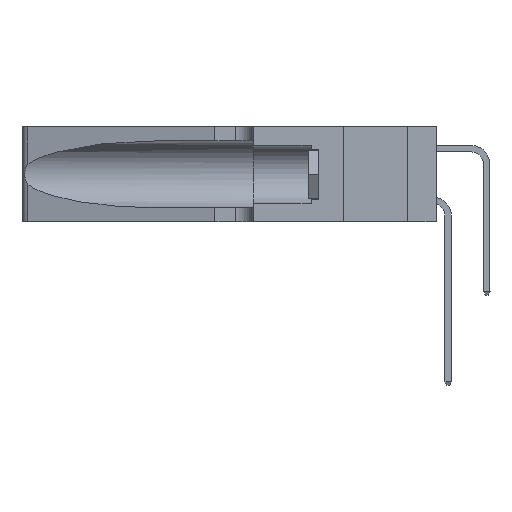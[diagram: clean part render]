
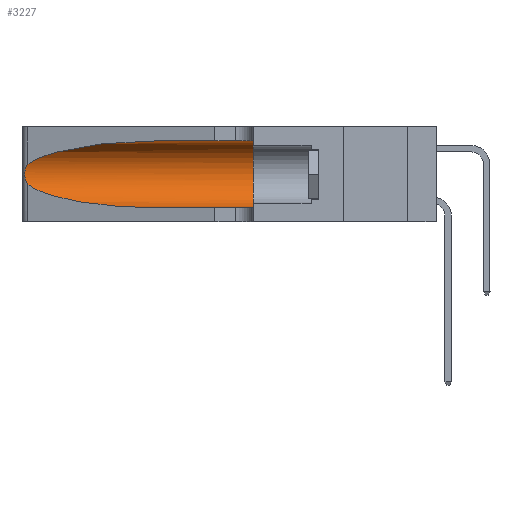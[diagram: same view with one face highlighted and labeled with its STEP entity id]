
A CAD part, left-side view. The second image highlights one B-rep face of the part: STEP entity #3227.
In plain terms, the highlighted cylindrical face has radius 3.308 mm (diameter 6.617 mm), a partial arc.
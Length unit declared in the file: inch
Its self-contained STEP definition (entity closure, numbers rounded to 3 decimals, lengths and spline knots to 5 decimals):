
#320 = CARTESIAN_POINT ( 'NONE',  ( 0.1305, 1.61858, 0.185 ) ) ;
#882 = DIRECTION ( 'NONE',  ( 0., 0., 1. ) ) ;
#1825 = CARTESIAN_POINT ( 'NONE',  ( 0.25639, 1.23186, 0.15144 ) ) ;
#1993 = CARTESIAN_POINT ( 'NONE',  ( 0.2373, 1.15595, 0.28018 ) ) ;
#2786 = DIRECTION ( 'NONE',  ( 0., 1., 0. ) ) ;
#2842 = CYLINDRICAL_SURFACE ( 'NONE', #25828, 0.13025 ) ;
#3227 = ADVANCED_FACE ( 'NONE', ( #7664 ), #2842, .F. ) ;
#3240 = CARTESIAN_POINT ( 'NONE',  ( 0.25487, 1.22718, 0.22369 ) ) ;
#3987 = CARTESIAN_POINT ( 'NONE',  ( 0.25555, 1.22993, 0.14849 ) ) ;
#5054 = B_SPLINE_CURVE_WITH_KNOTS ( 'NONE', 3,
 ( #22352, #8024, #10176, #6031, #20504, #6210, #20406, #16274, #14115, #12223, #8195, #1825, #3987, #16363 ),
 .UNSPECIFIED., .F., .F.,
 ( 4, 2, 2, 2, 2, 2, 4 ),
 ( 0., 0.00027, 0.00053, 0.00107, 0.0016, 0.00187, 0.00214 ),
 .UNSPECIFIED. ) ;
#5776 = VERTEX_POINT ( 'NONE', #13962 ) ;
#5942 = CIRCLE ( 'NONE', #12625, 0.13025 ) ;
#6031 = CARTESIAN_POINT ( 'NONE',  ( 0.25787, 1.23484, 0.2124 ) ) ;
#6210 = CARTESIAN_POINT ( 'NONE',  ( 0.26018, 1.23835, 0.19895 ) ) ;
#6233 = CARTESIAN_POINT ( 'NONE',  ( 0.25487, 1.22718, 0.14631 ) ) ;
#6414 = DIRECTION ( 'NONE',  ( 0., -1., 0. ) ) ;
#7081 = CARTESIAN_POINT ( 'NONE',  ( 0.1305, 0.35, 0.185 ) ) ;
#7664 = FACE_OUTER_BOUND ( 'NONE', #9709, .T. ) ;
#7868 = ORIENTED_EDGE ( 'NONE', *, *, #17965, .F. ) ;
#8024 = CARTESIAN_POINT ( 'NONE',  ( 0.25555, 1.22994, 0.2215 ) ) ;
#8180 = CARTESIAN_POINT ( 'NONE',  ( 0.25487, 1.22718, 0.22369 ) ) ;
#8195 = CARTESIAN_POINT ( 'NONE',  ( 0.25789, 1.23486, 0.15765 ) ) ;
#8255 = CARTESIAN_POINT ( 'NONE',  ( 0.1305, 1.61858, 0.05475 ) ) ;
#8301 = DIRECTION ( 'NONE',  ( 0., 0., -1. ) ) ;
#8392 = CARTESIAN_POINT ( 'NONE',  ( 0.1305, 0.72297, 0.05475 ) ) ;
#8628 = CARTESIAN_POINT ( 'NONE',  ( 0.18966, 0.96281, 0.05475 ) ) ;
#8974 = ORIENTED_EDGE ( 'NONE', *, *, #17993, .T. ) ;
#9709 = EDGE_LOOP ( 'NONE', ( #8974, #19053, #14209, #19776, #23366, #7868 ) ) ;
#10074 = DIRECTION ( 'NONE',  ( 0., -1., 0. ) ) ;
#10176 = CARTESIAN_POINT ( 'NONE',  ( 0.25639, 1.23184, 0.21858 ) ) ;
#11166 = CARTESIAN_POINT ( 'NONE',  ( 0.1305, 0.35, 0.05475 ) ) ;
#11400 = CARTESIAN_POINT ( 'NONE',  ( 0.1305, 0.72297, 0.31525 ) ) ;
#12223 = CARTESIAN_POINT ( 'NONE',  ( 0.25856, 1.23593, 0.16098 ) ) ;
#12300 = CARTESIAN_POINT ( 'NONE',  ( 0.18966, 0.96281, 0.31525 ) ) ;
#12572 = CARTESIAN_POINT ( 'NONE',  ( 0.1305, 1.61858, 0.31525 ) ) ;
#12625 = AXIS2_PLACEMENT_3D ( 'NONE', #7081, #2786, #882 ) ;
#13781 = VECTOR ( 'NONE', #10074, 39.37008 ) ;
#13953 = VECTOR ( 'NONE', #20393, 39.37008 ) ;
#13962 = CARTESIAN_POINT ( 'NONE',  ( 0.25487, 1.22718, 0.14631 ) ) ;
#14115 = CARTESIAN_POINT ( 'NONE',  ( 0.26017, 1.23833, 0.17102 ) ) ;
#14209 = ORIENTED_EDGE ( 'NONE', *, *, #18960, .T. ) ;
#16274 = CARTESIAN_POINT ( 'NONE',  ( 0.26075, 1.23896, 0.178 ) ) ;
#16363 = CARTESIAN_POINT ( 'NONE',  ( 0.25487, 1.22718, 0.14631 ) ) ;
#16791 = EDGE_CURVE ( 'NONE', #23969, #5776, #5054, .T. ) ;
#17419 =( BOUNDED_CURVE ( )  B_SPLINE_CURVE ( 3, ( #6233, #21224, #8628, #24567 ),
 .UNSPECIFIED., .F., .T. ) 
 B_SPLINE_CURVE_WITH_KNOTS ( ( 4, 4 ),
 ( 3.44316, 4.71239 ),
 .UNSPECIFIED. ) 
 CURVE ( )  GEOMETRIC_REPRESENTATION_ITEM ( )  RATIONAL_B_SPLINE_CURVE ( ( 1., 0.87, 0.87, 1. ) ) 
 REPRESENTATION_ITEM ( '' )  );
#17965 = EDGE_CURVE ( 'NONE', #25531, #24125, #18797, .T. ) ;
#17993 = EDGE_CURVE ( 'NONE', #25531, #23969, #20691, .T. ) ;
#18043 = CARTESIAN_POINT ( 'NONE',  ( 0.1305, 0.35, 0.31525 ) ) ;
#18797 = LINE ( 'NONE', #12572, #13953 ) ;
#18960 = EDGE_CURVE ( 'NONE', #5776, #24171, #17419, .T. ) ;
#19053 = ORIENTED_EDGE ( 'NONE', *, *, #16791, .T. ) ;
#19776 = ORIENTED_EDGE ( 'NONE', *, *, #21731, .T. ) ;
#20393 = DIRECTION ( 'NONE',  ( 0., -1., 0. ) ) ;
#20406 = CARTESIAN_POINT ( 'NONE',  ( 0.26075, 1.23896, 0.19203 ) ) ;
#20504 = CARTESIAN_POINT ( 'NONE',  ( 0.25854, 1.2359, 0.20912 ) ) ;
#20691 =( BOUNDED_CURVE ( )  B_SPLINE_CURVE ( 3, ( #24565, #12300, #1993, #8180 ),
 .UNSPECIFIED., .F., .T. ) 
 B_SPLINE_CURVE_WITH_KNOTS ( ( 4, 4 ),
 ( 1.5708, 2.84003 ),
 .UNSPECIFIED. ) 
 CURVE ( )  GEOMETRIC_REPRESENTATION_ITEM ( )  RATIONAL_B_SPLINE_CURVE ( ( 1., 0.87, 0.87, 1. ) ) 
 REPRESENTATION_ITEM ( '' )  );
#21224 = CARTESIAN_POINT ( 'NONE',  ( 0.2373, 1.15595, 0.08982 ) ) ;
#21731 = EDGE_CURVE ( 'NONE', #24171, #22675, #24340, .T. ) ;
#22352 = CARTESIAN_POINT ( 'NONE',  ( 0.25487, 1.22718, 0.22369 ) ) ;
#22675 = VERTEX_POINT ( 'NONE', #11166 ) ;
#23366 = ORIENTED_EDGE ( 'NONE', *, *, #23708, .F. ) ;
#23708 = EDGE_CURVE ( 'NONE', #24125, #22675, #5942, .T. ) ;
#23969 = VERTEX_POINT ( 'NONE', #3240 ) ;
#24125 = VERTEX_POINT ( 'NONE', #18043 ) ;
#24171 = VERTEX_POINT ( 'NONE', #8392 ) ;
#24340 = LINE ( 'NONE', #8255, #13781 ) ;
#24565 = CARTESIAN_POINT ( 'NONE',  ( 0.1305, 0.72297, 0.31525 ) ) ;
#24567 = CARTESIAN_POINT ( 'NONE',  ( 0.1305, 0.72297, 0.05475 ) ) ;
#25531 = VERTEX_POINT ( 'NONE', #11400 ) ;
#25828 = AXIS2_PLACEMENT_3D ( 'NONE', #320, #6414, #8301 ) ;
